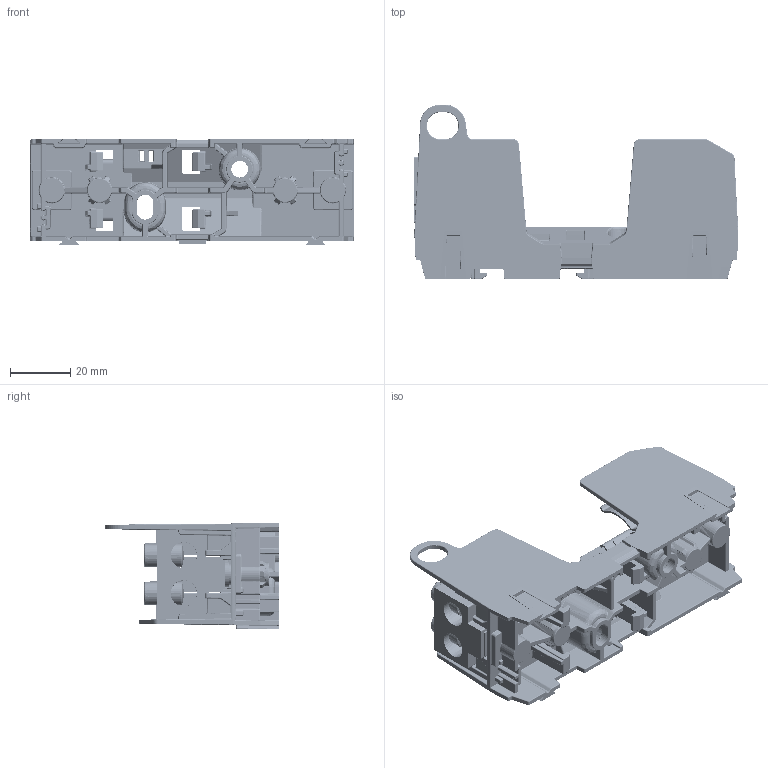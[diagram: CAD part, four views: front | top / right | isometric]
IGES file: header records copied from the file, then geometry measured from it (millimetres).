
Start section: SolidWorks IGES file using analytic representation for surfaces
Global section: file name: bus-ele-cd-RM25060-1MW12.IGS; native system: SolidWorks 2013; preprocessor: SolidWorks 2013; author: E9816005; date: 161214.144743; units: millimetre
Bounding box: 108.13 x 58.05 x 35.44 mm (x, y, z)
Surface area: 45883.7 mm2 (no closed solid volume)
Topology: 0 solids, 0 shells, 4069 faces, 28719 edges, 28574 vertices
Faces by surface type: bspline 2087, revolution 1982
